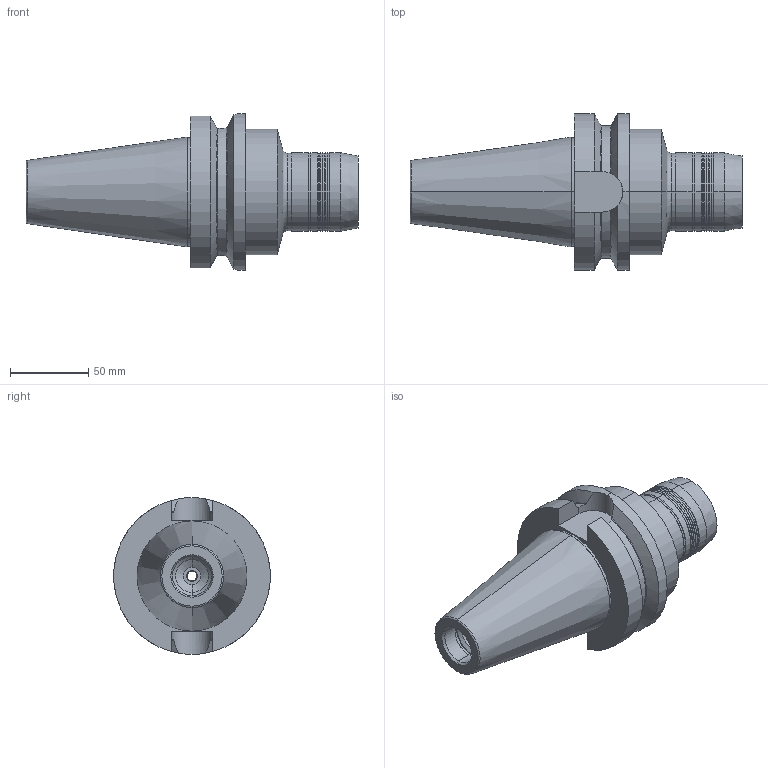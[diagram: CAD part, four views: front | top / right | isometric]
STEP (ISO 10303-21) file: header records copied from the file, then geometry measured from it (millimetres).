
FILE_DESCRIPTION (( 'STEP AP214' ), '1' );
FILE_NAME ('27.03.2019_38.05.043.009.STEP', '2019-03-27T14:59:55', ( '' ), ( '' ), 'SwSTEP 2.0', 'SolidWorks 2014', '' );
FILE_SCHEMA (( 'AUTOMOTIVE_DESIGN' ));
Length unit declared in the file: millimetre
Products named in the file (1): 27.03.2019_38.05.043.009
Bounding box: 211.8 x 100 x 100 mm (x, y, z)
Volume: 621335.8 mm3; surface area: 81760.9 mm2
Topology: 3 solids, 4 shells, 230 faces, 505 edges, 292 vertices
Faces by surface type: cylinder 76, plane 71, cone 67, torus 16
Entity records: 9121 total; most frequent: CARTESIAN_POINT 1475, DIRECTION 1125, ORIENTED_EDGE 1002, EDGE_CURVE 501, AXIS2_PLACEMENT_3D 454, VERTEX_POINT 292, EDGE_LOOP 249, UNCERTAINTY_MEASURE_WITH_UNIT 235
